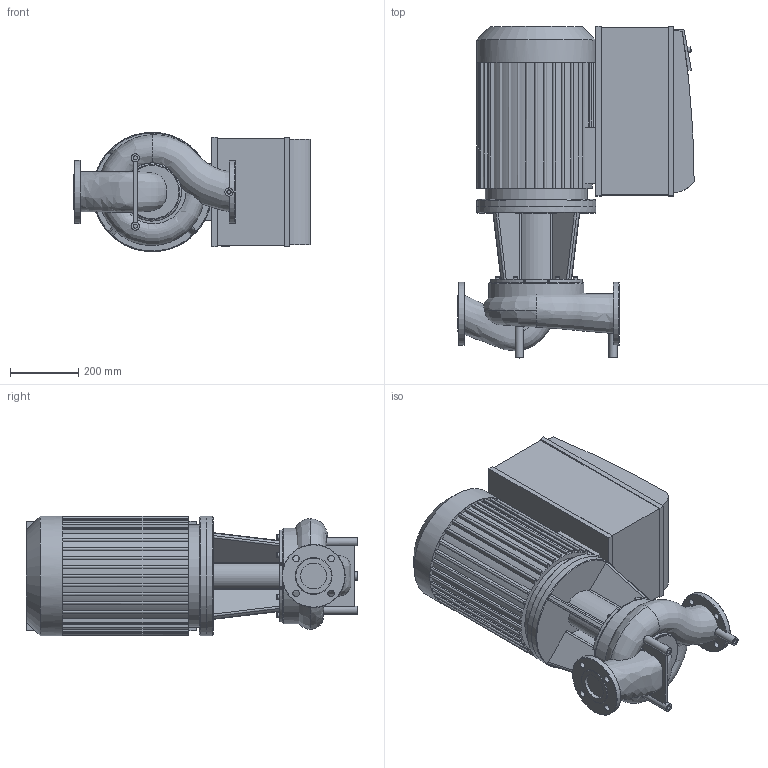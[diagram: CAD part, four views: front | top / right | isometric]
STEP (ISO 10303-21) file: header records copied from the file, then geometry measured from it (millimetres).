
FILE_DESCRIPTION(/* description */ (''),/* implementation_level */ '2;1');
FILE_NAME(/* name */ '3d_IL-E65_220-22_2-R1-2153743.stp',/* time_stamp */ '2016-12-22T07:47:21+01:00',/* author */ ('Andrzej'),/* organization */ (''),/* preprocessor_version */ 'ST-DEVELOPER v15.5',/* originating_system */ 'AutoCAD Mechanical',/* authorisation */ '');
FILE_SCHEMA (('AUTOMOTIVE_DESIGN { 1 0 10303 214 3 1 1 }'));
Length unit declared in the file: millimetre
Products named in the file (1): Product
Bounding box: 693 x 973.55 x 350 mm (x, y, z)
Volume: 109658132.2 mm3; surface area: 2948447.2 mm2
Topology: 12 solids, 12 shells, 660 faces, 1661 edges, 1064 vertices
Faces by surface type: plane 429, cylinder 160, bspline 44, torus 20, cone 7
Full cylindrical faces by diameter (mm): 10 x2, 12 x3, 13 x8, 14 x4, 15 x1, 18 x1, 19 x8, 20 x1, 22 x1, 24 x3, 25 x1, 76.1 x2, 80 x1, 170.788 x1, 185 x2, 280 x1, 300 x1, 350 x3
Entity records: 26729 total; most frequent: CARTESIAN_POINT 11126, DIRECTION 3183, ORIENTED_EDGE 3158, EDGE_CURVE 1579, AXIS2_PLACEMENT_3D 1116, VERTEX_POINT 1049, LINE 951, VECTOR 951
